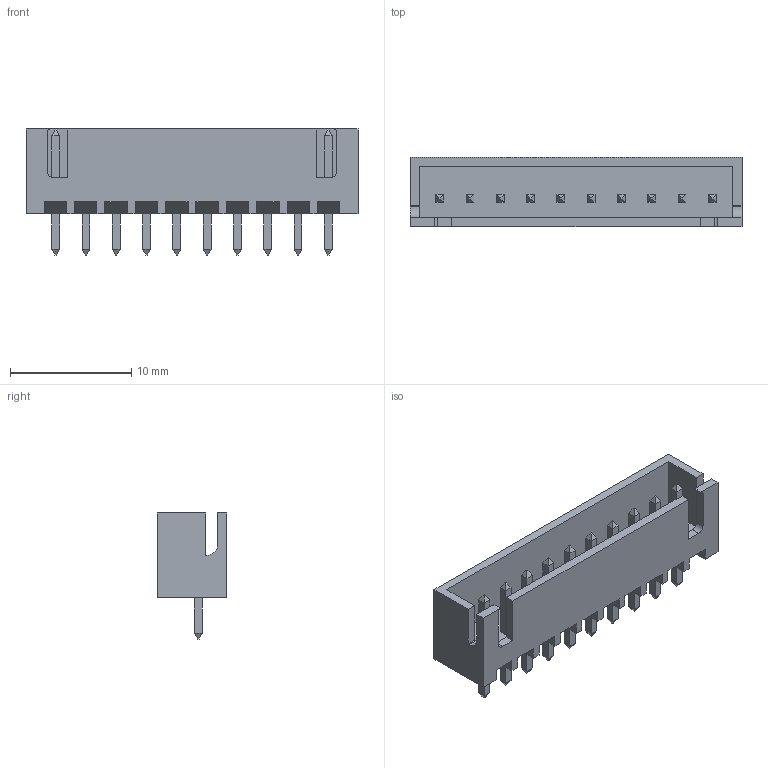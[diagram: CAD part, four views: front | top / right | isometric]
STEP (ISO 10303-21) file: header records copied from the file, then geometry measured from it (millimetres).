
FILE_DESCRIPTION(('FreeCAD Model'),'2;1');
FILE_NAME('B10B-XH-A.step', '2019-08-19T01:01:32',('Author'),(''), 'Open CASCADE STEP processor 6.8','FreeCAD','Unknown');
FILE_SCHEMA(('AUTOMOTIVE_DESIGN_CC2 { 1 2 10303 214 -1 1 5 4 }'));
Length unit declared in the file: millimetre
Products named in the file (1): B10B-XH-A
Bounding box: 27.4 x 5.75 x 10.4 mm (x, y, z)
Volume: 532.2 mm3; surface area: 1271.9 mm2
Topology: 1 solids, 1 shells, 270 faces, 664 edges, 416 vertices
Faces by surface type: plane 264, cylinder 6
Entity records: 9603 total; most frequent: CARTESIAN_POINT 1351, ORIENTED_EDGE 1328, DIRECTION 1218, EDGE_CURVE 664, LINE 652, VECTOR 652, VERTEX_POINT 416, FACE_BOUND 290
